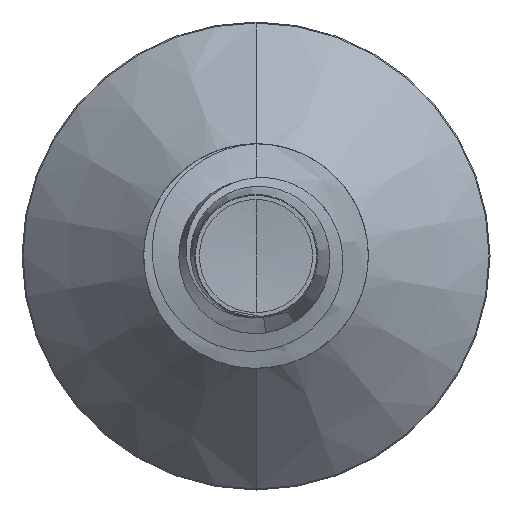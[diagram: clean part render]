
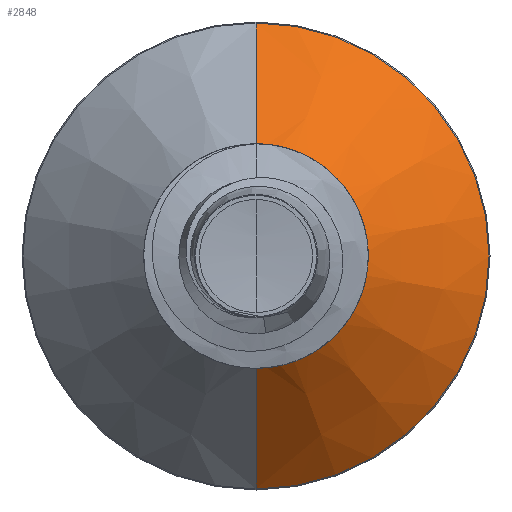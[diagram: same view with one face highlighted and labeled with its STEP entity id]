
A CAD part, front view. The second image highlights one B-rep face of the part: STEP entity #2848.
In plain terms, the highlighted conical face has half-angle 45 degrees and reference radius 1.633 mm.
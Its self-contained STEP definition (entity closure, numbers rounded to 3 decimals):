
#881 = DIRECTION ( 'NONE',  ( 0., 0., 1. ) ) ;
#2079 = CIRCLE ( 'NONE', #5459, 1.632 ) ;
#2199 = CARTESIAN_POINT ( 'NONE',  ( 0., 14.335, 0. ) ) ;
#2649 = CIRCLE ( 'NONE', #6401, 3.635 ) ;
#2848 = ADVANCED_FACE ( 'NONE', ( #9791 ), #5051, .T. ) ;
#2994 = VERTEX_POINT ( 'NONE', #11303 ) ;
#3101 = DIRECTION ( 'NONE',  ( 0., 0.707, -0.707 ) ) ;
#3259 = ORIENTED_EDGE ( 'NONE', *, *, #13567, .T. ) ;
#3983 = DIRECTION ( 'NONE',  ( 0., 0., 1. ) ) ;
#4048 = LINE ( 'NONE', #6143, #8596 ) ;
#5051 = CONICAL_SURFACE ( 'NONE', #12307, 1.632, 0.785 ) ;
#5459 = AXIS2_PLACEMENT_3D ( 'NONE', #16269, #10191, #881 ) ;
#5758 = CARTESIAN_POINT ( 'NONE',  ( 0., 12.332, 1.632 ) ) ;
#6143 = CARTESIAN_POINT ( 'NONE',  ( 0., 12.332, 1.632 ) ) ;
#6401 = AXIS2_PLACEMENT_3D ( 'NONE', #2199, #12166, #3983 ) ;
#6796 = CARTESIAN_POINT ( 'NONE',  ( 0., 14.335, 3.635 ) ) ;
#7420 = DIRECTION ( 'NONE',  ( 0., 0.707, 0.707 ) ) ;
#7540 = ORIENTED_EDGE ( 'NONE', *, *, #13196, .T. ) ;
#8596 = VECTOR ( 'NONE', #7420, 1000. ) ;
#8978 = VECTOR ( 'NONE', #3101, 1000. ) ;
#9111 = EDGE_CURVE ( 'NONE', #9234, #15836, #4048, .T. ) ;
#9212 = CARTESIAN_POINT ( 'NONE',  ( 0., 12.332, -1.632 ) ) ;
#9234 = VERTEX_POINT ( 'NONE', #5758 ) ;
#9791 = FACE_OUTER_BOUND ( 'NONE', #11324, .T. ) ;
#10191 = DIRECTION ( 'NONE',  ( 0., 1., 0. ) ) ;
#10192 = CARTESIAN_POINT ( 'NONE',  ( 0., 12.332, 0. ) ) ;
#11303 = CARTESIAN_POINT ( 'NONE',  ( 0., 12.332, -1.632 ) ) ;
#11324 = EDGE_LOOP ( 'NONE', ( #7540, #3259, #16038, #13541 ) ) ;
#11591 = DIRECTION ( 'NONE',  ( 0., 1., 0. ) ) ;
#11956 = DIRECTION ( 'NONE',  ( 0., 0., 1. ) ) ;
#12139 = LINE ( 'NONE', #9212, #8978 ) ;
#12166 = DIRECTION ( 'NONE',  ( 0., 1., 0. ) ) ;
#12307 = AXIS2_PLACEMENT_3D ( 'NONE', #10192, #11591, #11956 ) ;
#12925 = EDGE_CURVE ( 'NONE', #15836, #15015, #2649, .T. ) ;
#13196 = EDGE_CURVE ( 'NONE', #9234, #2994, #2079, .T. ) ;
#13541 = ORIENTED_EDGE ( 'NONE', *, *, #9111, .F. ) ;
#13567 = EDGE_CURVE ( 'NONE', #2994, #15015, #12139, .T. ) ;
#14582 = CARTESIAN_POINT ( 'NONE',  ( 0., 14.335, -3.635 ) ) ;
#15015 = VERTEX_POINT ( 'NONE', #14582 ) ;
#15836 = VERTEX_POINT ( 'NONE', #6796 ) ;
#16038 = ORIENTED_EDGE ( 'NONE', *, *, #12925, .F. ) ;
#16269 = CARTESIAN_POINT ( 'NONE',  ( 0., 12.332, 0. ) ) ;
